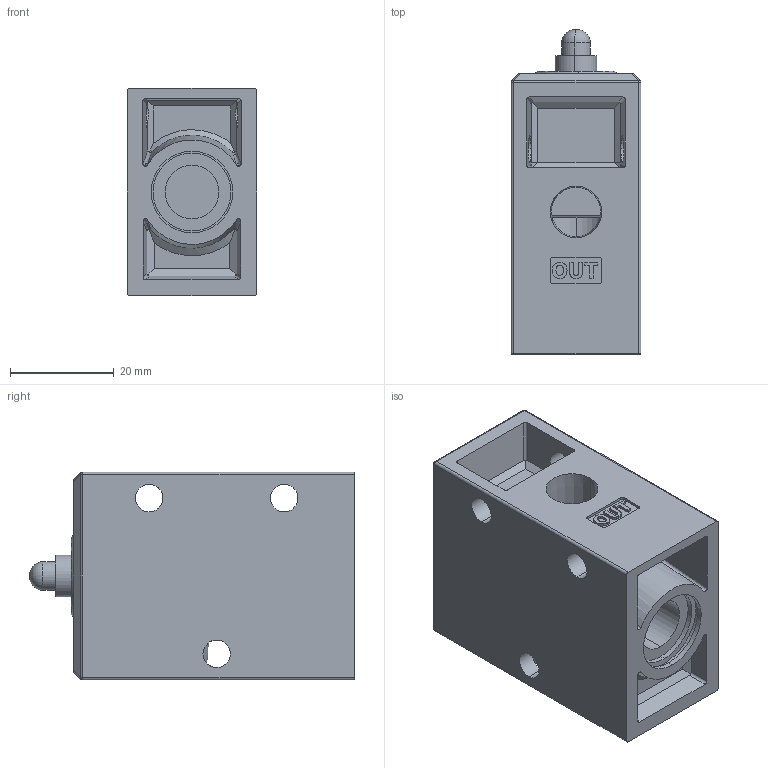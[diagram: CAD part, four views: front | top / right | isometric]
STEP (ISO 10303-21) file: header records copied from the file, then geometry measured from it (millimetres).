
FILE_DESCRIPTION (( 'STEP AP203' ), '1' );
FILE_NAME ('YMV410-PU.STEP', '2016-01-13T01:04:58', ( 'yrd8' ), ( 'Hewlett-Packard Company' ), 'SwSTEP 2.0', 'SolidWorks 2008', '' );
FILE_SCHEMA (( 'CONFIG_CONTROL_DESIGN' ));
Length unit declared in the file: millimetre
Products named in the file (4): YMV410-PU; YMV310 HOUSING_晦獄 撲薑; PU; YMV400 Body
Assembly tree (3 placements, depth 2):
  YMV410-PU
    YMV310 HOUSING_晦獄 撲薑
    YMV400 Body
    PU
Bounding box: 25 x 62.5 x 40 mm (x, y, z)
Volume: 39813.4 mm3; surface area: 16122.5 mm2
Topology: 3 solids, 3 shells, 339 faces, 880 edges, 568 vertices
Faces by surface type: plane 136, cylinder 98, bspline 72, cone 27, sphere 4, torus 2
Entity records: 13588 total; most frequent: CARTESIAN_POINT 5534, ORIENTED_EDGE 1744, DIRECTION 1331, EDGE_CURVE 872, VERTEX_POINT 568, AXIS2_PLACEMENT_3D 449, VECTOR 433, LINE 433
